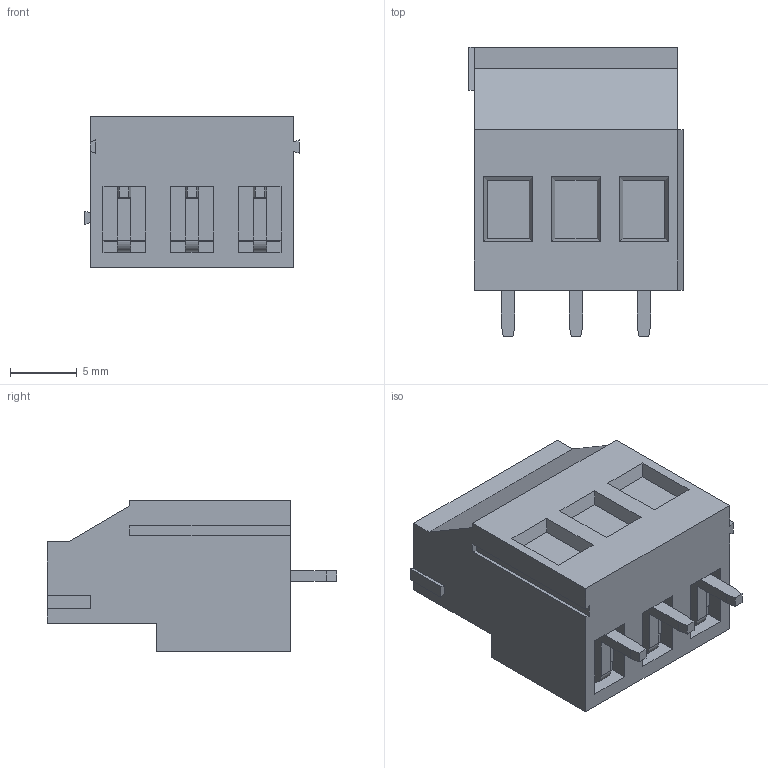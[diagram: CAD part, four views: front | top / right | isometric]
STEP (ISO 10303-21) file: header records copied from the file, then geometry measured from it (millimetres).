
FILE_DESCRIPTION (( 'STEP AP214' ), '1' );
FILE_NAME ('TB010-508-03BE.STEP', '2023-03-23T21:35:37', ( '' ), ( '' ), 'SwSTEP 2.0', 'SolidWorks 2021', '' );
FILE_SCHEMA (( 'AUTOMOTIVE_DESIGN' ));
Length unit declared in the file: millimetre
Products named in the file (1): TB010-508-03BE
Bounding box: 16.04 x 21.7 x 11.3 mm (x, y, z)
Volume: 2497.8 mm3; surface area: 2278.1 mm2
Topology: 7 solids, 7 shells, 195 faces, 498 edges, 323 vertices
Faces by surface type: plane 159, cylinder 27, torus 9
Entity records: 5950 total; most frequent: CARTESIAN_POINT 1077, ORIENTED_EDGE 996, DIRECTION 956, EDGE_CURVE 498, LINE 408, VECTOR 408, VERTEX_POINT 323, AXIS2_PLACEMENT_3D 274
